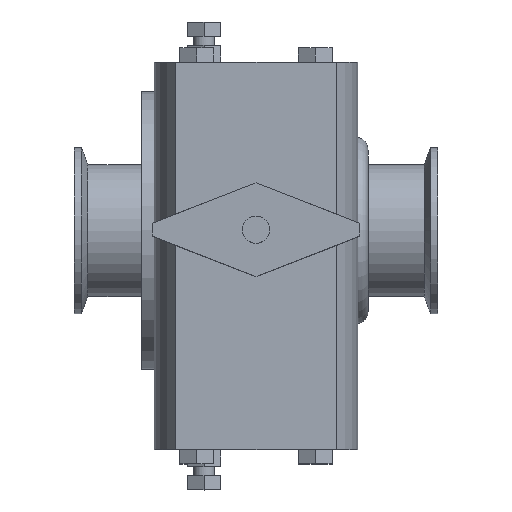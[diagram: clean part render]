
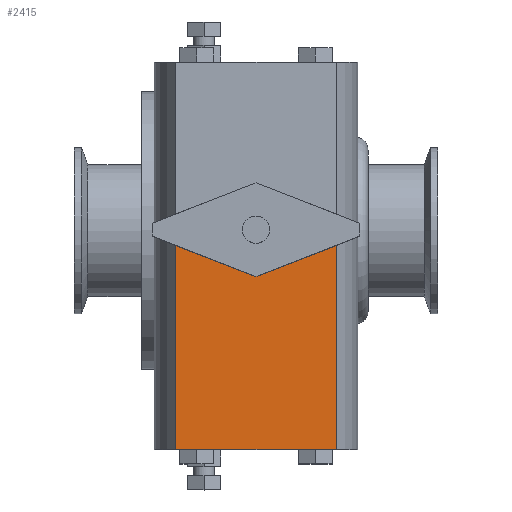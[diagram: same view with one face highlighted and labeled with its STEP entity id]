
A CAD part, top view. The second image highlights one B-rep face of the part: STEP entity #2415.
In plain terms, the highlighted planar face has unit normal (0, 0, 1).
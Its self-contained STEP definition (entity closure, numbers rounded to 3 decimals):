
#73=PLANE('',#2623);
#226=FACE_OUTER_BOUND('',#380,.T.);
#380=EDGE_LOOP('',(#1847,#1848,#1849,#1850,#1851));
#578=LINE('',#3715,#861);
#579=LINE('',#3717,#862);
#586=LINE('',#3731,#869);
#587=LINE('',#3733,#870);
#588=LINE('',#3734,#871);
#861=VECTOR('',#2935,10.);
#862=VECTOR('',#2938,10.);
#869=VECTOR('',#2953,10.);
#870=VECTOR('',#2954,10.);
#871=VECTOR('',#2955,10.);
#1152=VERTEX_POINT('',#3681);
#1157=VERTEX_POINT('',#3691);
#1165=VERTEX_POINT('',#3713);
#1168=VERTEX_POINT('',#3730);
#1169=VERTEX_POINT('',#3732);
#1415=EDGE_CURVE('',#1152,#1165,#578,.T.);
#1416=EDGE_CURVE('',#1165,#1157,#579,.T.);
#1423=EDGE_CURVE('',#1157,#1168,#586,.T.);
#1424=EDGE_CURVE('',#1168,#1169,#587,.T.);
#1425=EDGE_CURVE('',#1169,#1152,#588,.T.);
#1847=ORIENTED_EDGE('',*,*,#1416,.T.);
#1848=ORIENTED_EDGE('',*,*,#1423,.T.);
#1849=ORIENTED_EDGE('',*,*,#1424,.T.);
#1850=ORIENTED_EDGE('',*,*,#1425,.T.);
#1851=ORIENTED_EDGE('',*,*,#1415,.T.);
#2415=ADVANCED_FACE('',(#226),#73,.T.);
#2623=AXIS2_PLACEMENT_3D('',#3729,#2951,#2952);
#2935=DIRECTION('',(-0.932,-0.361,0.));
#2938=DIRECTION('',(-0.932,0.361,0.));
#2951=DIRECTION('center_axis',(0.,0.,1.));
#2952=DIRECTION('ref_axis',(1.,0.,0.));
#2953=DIRECTION('',(0.,-1.,0.));
#2954=DIRECTION('',(1.,0.,0.));
#2955=DIRECTION('',(0.,1.,0.));
#3681=CARTESIAN_POINT('',(30.8,-6.065,184.5));
#3691=CARTESIAN_POINT('',(-30.8,-6.065,184.5));
#3713=CARTESIAN_POINT('',(0.,-18.,184.5));
#3715=CARTESIAN_POINT('',(1.348,-17.478,184.5));
#3717=CARTESIAN_POINT('',(-21.348,-9.728,184.5));
#3729=CARTESIAN_POINT('Origin',(0.,-10.,184.5));
#3730=CARTESIAN_POINT('',(-30.8,-84.5,184.5));
#3731=CARTESIAN_POINT('',(-30.8,-10.,184.5));
#3732=CARTESIAN_POINT('',(30.8,-84.5,184.5));
#3733=CARTESIAN_POINT('',(30.8,-84.5,184.5));
#3734=CARTESIAN_POINT('',(30.8,-10.,184.5));
